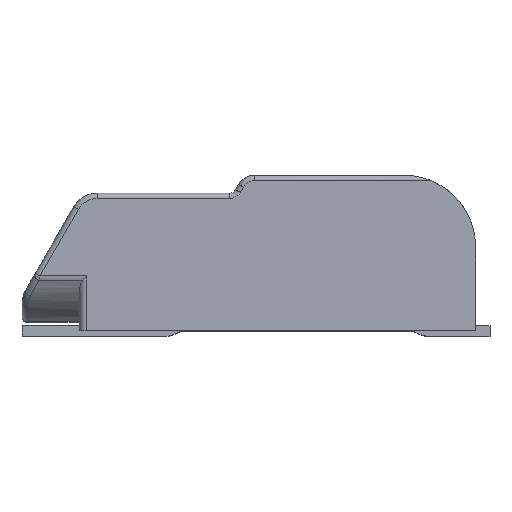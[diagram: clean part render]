
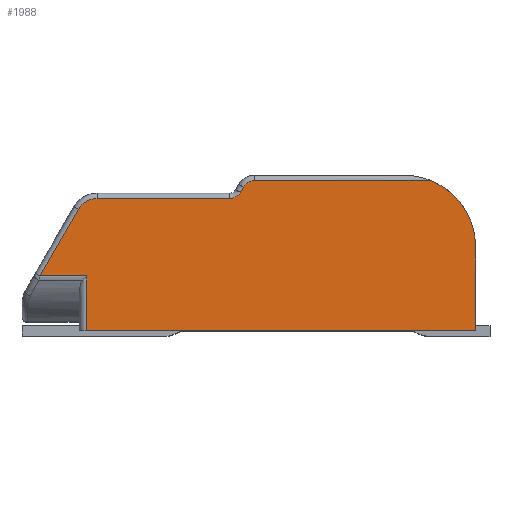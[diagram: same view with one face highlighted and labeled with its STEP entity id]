
A CAD part, top view. The second image highlights one B-rep face of the part: STEP entity #1988.
In plain terms, the highlighted planar face has unit normal (0, 0, 1).
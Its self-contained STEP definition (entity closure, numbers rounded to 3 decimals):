
#17 = EDGE_CURVE ( 'NONE', #2796, #8681, #3873, .T. ) ;
#143 = CARTESIAN_POINT ( 'NONE',  ( -4.7, 0.15, 1.95 ) ) ;
#150 = VERTEX_POINT ( 'NONE', #217 ) ;
#217 = CARTESIAN_POINT ( 'NONE',  ( -4.7, 1.686, 1.95 ) ) ;
#259 = AXIS2_PLACEMENT_3D ( 'NONE', #5274, #11568, #1529 ) ;
#341 = DIRECTION ( 'NONE',  ( -1., 0., 0. ) ) ;
#452 = EDGE_CURVE ( 'NONE', #8681, #6918, #521, .T. ) ;
#521 = CIRCLE ( 'NONE', #259, 0.35 ) ;
#660 = AXIS2_PLACEMENT_3D ( 'NONE', #3619, #8059, #5321 ) ;
#740 = DIRECTION ( 'NONE',  ( -0.5, -0.866, 0. ) ) ;
#834 = VECTOR ( 'NONE', #6699, 1000. ) ;
#881 = EDGE_CURVE ( 'NONE', #7754, #2879, #1101, .T. ) ;
#907 = CARTESIAN_POINT ( 'NONE',  ( -4.4, 3.85, 1.95 ) ) ;
#1101 = LINE ( 'NONE', #5817, #834 ) ;
#1217 = CARTESIAN_POINT ( 'NONE',  ( -5.996, 1.686, 1.95 ) ) ;
#1222 = CARTESIAN_POINT ( 'NONE',  ( -0.693, 3.85, 1.95 ) ) ;
#1331 = CARTESIAN_POINT ( 'NONE',  ( -0.303, 4.175, 1.95 ) ) ;
#1376 = EDGE_CURVE ( 'NONE', #3549, #150, #1872, .T. ) ;
#1529 = DIRECTION ( 'NONE',  ( -1., 0., 0. ) ) ;
#1663 = CARTESIAN_POINT ( 'NONE',  ( 4.2, 2.5, 1.95 ) ) ;
#1687 = CARTESIAN_POINT ( 'NONE',  ( 0., 4.35, 1.95 ) ) ;
#1872 = LINE ( 'NONE', #9376, #9755 ) ;
#1988 = ADVANCED_FACE ( 'NONE', ( #2594 ), #5400, .F. ) ;
#2005 = VECTOR ( 'NONE', #9431, 1000. ) ;
#2216 = CARTESIAN_POINT ( 'NONE',  ( 0., 4., 1.95 ) ) ;
#2234 = ORIENTED_EDGE ( 'NONE', *, *, #10770, .F. ) ;
#2254 = EDGE_CURVE ( 'NONE', #9344, #2796, #10338, .T. ) ;
#2430 = VECTOR ( 'NONE', #341, 1000. ) ;
#2533 = EDGE_CURVE ( 'NONE', #2547, #9808, #4734, .T. ) ;
#2539 = CARTESIAN_POINT ( 'NONE',  ( -4.7, 0.15, 1.95 ) ) ;
#2547 = VERTEX_POINT ( 'NONE', #3409 ) ;
#2552 = CARTESIAN_POINT ( 'NONE',  ( 6.2, 26.404, 1.95 ) ) ;
#2594 = FACE_OUTER_BOUND ( 'NONE', #7740, .T. ) ;
#2644 = VERTEX_POINT ( 'NONE', #907 ) ;
#2768 = CIRCLE ( 'NONE', #8641, 0.6 ) ;
#2796 = VERTEX_POINT ( 'NONE', #1331 ) ;
#2879 = VERTEX_POINT ( 'NONE', #5542 ) ;
#3066 = LINE ( 'NONE', #11547, #3376 ) ;
#3141 = ORIENTED_EDGE ( 'NONE', *, *, #17, .T. ) ;
#3376 = VECTOR ( 'NONE', #740, 1000. ) ;
#3409 = CARTESIAN_POINT ( 'NONE',  ( 6.2, 2.5, 1.95 ) ) ;
#3483 = DIRECTION ( 'NONE',  ( -1., 0., 0. ) ) ;
#3549 = VERTEX_POINT ( 'NONE', #1217 ) ;
#3619 = CARTESIAN_POINT ( 'NONE',  ( -6.5, 26.404, 1.95 ) ) ;
#3635 = VECTOR ( 'NONE', #10535, 1000. ) ;
#3742 = ORIENTED_EDGE ( 'NONE', *, *, #7679, .T. ) ;
#3779 = ORIENTED_EDGE ( 'NONE', *, *, #4222, .T. ) ;
#3873 = LINE ( 'NONE', #9941, #3635 ) ;
#4028 = DIRECTION ( 'NONE',  ( 0., 0., 1. ) ) ;
#4222 = EDGE_CURVE ( 'NONE', #2644, #8760, #2768, .T. ) ;
#4538 = CARTESIAN_POINT ( 'NONE',  ( -4.92, 3.55, 1.95 ) ) ;
#4710 = LINE ( 'NONE', #2552, #8240 ) ;
#4734 = CIRCLE ( 'NONE', #6100, 2. ) ;
#4859 = CARTESIAN_POINT ( 'NONE',  ( -4.4, 3.25, 1.95 ) ) ;
#5274 = CARTESIAN_POINT ( 'NONE',  ( -0.693, 4.2, 1.95 ) ) ;
#5321 = DIRECTION ( 'NONE',  ( -1., 0., 0. ) ) ;
#5400 = PLANE ( 'NONE',  #660 ) ;
#5500 = ORIENTED_EDGE ( 'NONE', *, *, #2254, .T. ) ;
#5542 = CARTESIAN_POINT ( 'NONE',  ( 6.2, 0.15, 1.95 ) ) ;
#5585 = DIRECTION ( 'NONE',  ( 1., 0., 0. ) ) ;
#5817 = CARTESIAN_POINT ( 'NONE',  ( -6.5, 0.15, 1.95 ) ) ;
#5953 = ORIENTED_EDGE ( 'NONE', *, *, #7373, .T. ) ;
#6100 = AXIS2_PLACEMENT_3D ( 'NONE', #1663, #6144, #7753 ) ;
#6144 = DIRECTION ( 'NONE',  ( 0., 0., 1. ) ) ;
#6159 = ORIENTED_EDGE ( 'NONE', *, *, #7263, .T. ) ;
#6217 = CARTESIAN_POINT ( 'NONE',  ( -4.4, 3.85, 1.95 ) ) ;
#6415 = DIRECTION ( 'NONE',  ( 0., 0., 1. ) ) ;
#6505 = LINE ( 'NONE', #7491, #2430 ) ;
#6699 = DIRECTION ( 'NONE',  ( 1., 0., 0. ) ) ;
#6787 = CARTESIAN_POINT ( 'NONE',  ( -0.39, 4.025, 1.95 ) ) ;
#6916 = ORIENTED_EDGE ( 'NONE', *, *, #2533, .T. ) ;
#6918 = VERTEX_POINT ( 'NONE', #1222 ) ;
#7263 = EDGE_CURVE ( 'NONE', #6918, #2644, #10080, .T. ) ;
#7340 = ORIENTED_EDGE ( 'NONE', *, *, #452, .T. ) ;
#7373 = EDGE_CURVE ( 'NONE', #150, #7754, #10203, .T. ) ;
#7491 = CARTESIAN_POINT ( 'NONE',  ( 0., 4.35, 1.95 ) ) ;
#7647 = ORIENTED_EDGE ( 'NONE', *, *, #1376, .T. ) ;
#7679 = EDGE_CURVE ( 'NONE', #9808, #9344, #6505, .T. ) ;
#7740 = EDGE_LOOP ( 'NONE', ( #7647, #5953, #11175, #2234, #6916, #3742, #5500, #3141, #7340, #6159, #3779, #11662 ) ) ;
#7753 = DIRECTION ( 'NONE',  ( 1., 0., 0. ) ) ;
#7754 = VERTEX_POINT ( 'NONE', #2539 ) ;
#7999 = EDGE_CURVE ( 'NONE', #8760, #3549, #3066, .T. ) ;
#8059 = DIRECTION ( 'NONE',  ( 0., 0., -1. ) ) ;
#8133 = DIRECTION ( 'NONE',  ( 0., -1., 0. ) ) ;
#8240 = VECTOR ( 'NONE', #8133, 1000. ) ;
#8412 = DIRECTION ( 'NONE',  ( -1., 0., 0. ) ) ;
#8641 = AXIS2_PLACEMENT_3D ( 'NONE', #4859, #6415, #8412 ) ;
#8681 = VERTEX_POINT ( 'NONE', #6787 ) ;
#8760 = VERTEX_POINT ( 'NONE', #4538 ) ;
#9344 = VERTEX_POINT ( 'NONE', #1687 ) ;
#9376 = CARTESIAN_POINT ( 'NONE',  ( -6.5, 1.686, 1.95 ) ) ;
#9431 = DIRECTION ( 'NONE',  ( 0., -1., 0. ) ) ;
#9755 = VECTOR ( 'NONE', #5585, 1000. ) ;
#9808 = VERTEX_POINT ( 'NONE', #11027 ) ;
#9941 = CARTESIAN_POINT ( 'NONE',  ( -0.39, 4.025, 1.95 ) ) ;
#10080 = LINE ( 'NONE', #6217, #10103 ) ;
#10103 = VECTOR ( 'NONE', #3483, 1000. ) ;
#10202 = DIRECTION ( 'NONE',  ( -1., 0., 0. ) ) ;
#10203 = LINE ( 'NONE', #143, #2005 ) ;
#10338 = CIRCLE ( 'NONE', #11513, 0.35 ) ;
#10535 = DIRECTION ( 'NONE',  ( -0.5, -0.866, 0. ) ) ;
#10770 = EDGE_CURVE ( 'NONE', #2547, #2879, #4710, .T. ) ;
#11027 = CARTESIAN_POINT ( 'NONE',  ( 4.96, 4.35, 1.95 ) ) ;
#11175 = ORIENTED_EDGE ( 'NONE', *, *, #881, .T. ) ;
#11513 = AXIS2_PLACEMENT_3D ( 'NONE', #2216, #4028, #10202 ) ;
#11547 = CARTESIAN_POINT ( 'NONE',  ( -6.074, 1.55, 1.95 ) ) ;
#11568 = DIRECTION ( 'NONE',  ( 0., 0., -1. ) ) ;
#11662 = ORIENTED_EDGE ( 'NONE', *, *, #7999, .T. ) ;
